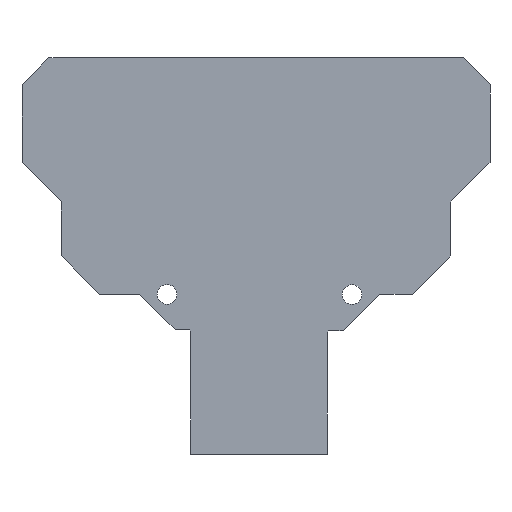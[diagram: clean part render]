
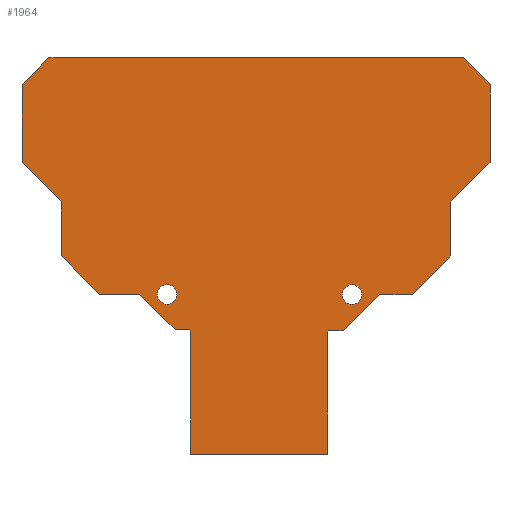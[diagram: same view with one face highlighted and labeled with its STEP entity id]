
A CAD part, front view. The second image highlights one B-rep face of the part: STEP entity #1964.
In plain terms, the highlighted planar face has unit normal (0, -1, 0).
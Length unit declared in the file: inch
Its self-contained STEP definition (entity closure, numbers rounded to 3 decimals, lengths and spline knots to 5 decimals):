
#21=FACE_BOUND('',#167,.T.);
#22=FACE_BOUND('',#168,.T.);
#26=CIRCLE('',#2068,0.06);
#27=CIRCLE('',#2070,0.06);
#66=FACE_OUTER_BOUND('',#166,.T.);
#166=EDGE_LOOP('',(#1482,#1483,#1484,#1485,#1486,#1487,#1488,#1489,#1490,
#1491,#1492,#1493,#1494,#1495,#1496,#1497,#1498,#1499,#1500,#1501,#1502,
#1503));
#167=EDGE_LOOP('',(#1504));
#168=EDGE_LOOP('',(#1505));
#246=LINE('',#2665,#526);
#329=LINE('',#2839,#609);
#331=LINE('',#2842,#611);
#332=LINE('',#2845,#612);
#334=LINE('',#2849,#614);
#336=LINE('',#2853,#616);
#338=LINE('',#2857,#618);
#340=LINE('',#2861,#620);
#342=LINE('',#2865,#622);
#344=LINE('',#2869,#624);
#346=LINE('',#2873,#626);
#348=LINE('',#2877,#628);
#349=LINE('',#2879,#629);
#350=LINE('',#2881,#630);
#351=LINE('',#2883,#631);
#352=LINE('',#2885,#632);
#353=LINE('',#2887,#633);
#354=LINE('',#2889,#634);
#355=LINE('',#2891,#635);
#356=LINE('',#2893,#636);
#357=LINE('',#2895,#637);
#358=LINE('',#2896,#638);
#526=VECTOR('',#2170,0.3937);
#609=VECTOR('',#2309,0.3937);
#611=VECTOR('',#2313,0.3937);
#612=VECTOR('',#2316,0.3937);
#614=VECTOR('',#2320,0.3937);
#616=VECTOR('',#2324,0.3937);
#618=VECTOR('',#2328,0.3937);
#620=VECTOR('',#2332,0.3937);
#622=VECTOR('',#2336,0.3937);
#624=VECTOR('',#2340,0.3937);
#626=VECTOR('',#2344,0.3937);
#628=VECTOR('',#2348,0.3937);
#629=VECTOR('',#2349,0.3937);
#630=VECTOR('',#2350,0.3937);
#631=VECTOR('',#2351,0.3937);
#632=VECTOR('',#2352,0.3937);
#633=VECTOR('',#2353,0.3937);
#634=VECTOR('',#2354,0.3937);
#635=VECTOR('',#2355,0.3937);
#636=VECTOR('',#2356,0.3937);
#637=VECTOR('',#2357,0.3937);
#638=VECTOR('',#2358,0.3937);
#802=VERTEX_POINT('',#2662);
#803=VERTEX_POINT('',#2664);
#863=VERTEX_POINT('',#2828);
#864=VERTEX_POINT('',#2832);
#865=VERTEX_POINT('',#2836);
#866=VERTEX_POINT('',#2838);
#867=VERTEX_POINT('',#2844);
#868=VERTEX_POINT('',#2848);
#869=VERTEX_POINT('',#2852);
#870=VERTEX_POINT('',#2856);
#871=VERTEX_POINT('',#2860);
#872=VERTEX_POINT('',#2864);
#873=VERTEX_POINT('',#2868);
#874=VERTEX_POINT('',#2872);
#875=VERTEX_POINT('',#2876);
#876=VERTEX_POINT('',#2878);
#877=VERTEX_POINT('',#2880);
#878=VERTEX_POINT('',#2882);
#879=VERTEX_POINT('',#2884);
#880=VERTEX_POINT('',#2886);
#881=VERTEX_POINT('',#2888);
#882=VERTEX_POINT('',#2890);
#883=VERTEX_POINT('',#2892);
#884=VERTEX_POINT('',#2894);
#995=EDGE_CURVE('',#803,#802,#246,.T.);
#1078=EDGE_CURVE('',#863,#863,#26,.T.);
#1080=EDGE_CURVE('',#864,#864,#27,.T.);
#1082=EDGE_CURVE('',#866,#865,#329,.T.);
#1084=EDGE_CURVE('',#802,#866,#331,.T.);
#1085=EDGE_CURVE('',#867,#803,#332,.T.);
#1087=EDGE_CURVE('',#868,#867,#334,.T.);
#1089=EDGE_CURVE('',#869,#868,#336,.T.);
#1091=EDGE_CURVE('',#870,#869,#338,.T.);
#1093=EDGE_CURVE('',#871,#870,#340,.T.);
#1095=EDGE_CURVE('',#872,#871,#342,.T.);
#1097=EDGE_CURVE('',#873,#872,#344,.T.);
#1099=EDGE_CURVE('',#874,#873,#346,.T.);
#1101=EDGE_CURVE('',#875,#874,#348,.T.);
#1102=EDGE_CURVE('',#865,#876,#349,.T.);
#1103=EDGE_CURVE('',#876,#877,#350,.T.);
#1104=EDGE_CURVE('',#877,#878,#351,.T.);
#1105=EDGE_CURVE('',#878,#879,#352,.T.);
#1106=EDGE_CURVE('',#879,#880,#353,.T.);
#1107=EDGE_CURVE('',#880,#881,#354,.T.);
#1108=EDGE_CURVE('',#881,#882,#355,.T.);
#1109=EDGE_CURVE('',#882,#883,#356,.T.);
#1110=EDGE_CURVE('',#883,#884,#357,.T.);
#1111=EDGE_CURVE('',#884,#875,#358,.T.);
#1482=ORIENTED_EDGE('',*,*,#1101,.T.);
#1483=ORIENTED_EDGE('',*,*,#1099,.T.);
#1484=ORIENTED_EDGE('',*,*,#1097,.T.);
#1485=ORIENTED_EDGE('',*,*,#1095,.T.);
#1486=ORIENTED_EDGE('',*,*,#1093,.T.);
#1487=ORIENTED_EDGE('',*,*,#1091,.T.);
#1488=ORIENTED_EDGE('',*,*,#1089,.T.);
#1489=ORIENTED_EDGE('',*,*,#1087,.T.);
#1490=ORIENTED_EDGE('',*,*,#1085,.T.);
#1491=ORIENTED_EDGE('',*,*,#995,.T.);
#1492=ORIENTED_EDGE('',*,*,#1084,.T.);
#1493=ORIENTED_EDGE('',*,*,#1082,.T.);
#1494=ORIENTED_EDGE('',*,*,#1102,.T.);
#1495=ORIENTED_EDGE('',*,*,#1103,.T.);
#1496=ORIENTED_EDGE('',*,*,#1104,.T.);
#1497=ORIENTED_EDGE('',*,*,#1105,.T.);
#1498=ORIENTED_EDGE('',*,*,#1106,.T.);
#1499=ORIENTED_EDGE('',*,*,#1107,.T.);
#1500=ORIENTED_EDGE('',*,*,#1108,.T.);
#1501=ORIENTED_EDGE('',*,*,#1109,.T.);
#1502=ORIENTED_EDGE('',*,*,#1110,.T.);
#1503=ORIENTED_EDGE('',*,*,#1111,.T.);
#1504=ORIENTED_EDGE('',*,*,#1078,.T.);
#1505=ORIENTED_EDGE('',*,*,#1080,.T.);
#1866=PLANE('',#2081);
#1964=ADVANCED_FACE('',(#66,#21,#22),#1866,.T.);
#2068=AXIS2_PLACEMENT_3D('',#2830,#2299,#2300);
#2070=AXIS2_PLACEMENT_3D('',#2834,#2304,#2305);
#2081=AXIS2_PLACEMENT_3D('',#2875,#2346,#2347);
#2170=DIRECTION('',(1.,0.,0.));
#2299=DIRECTION('center_axis',(0.,1.,0.));
#2300=DIRECTION('ref_axis',(-1.,0.,0.));
#2304=DIRECTION('center_axis',(0.,1.,0.));
#2305=DIRECTION('ref_axis',(-1.,0.,0.));
#2309=DIRECTION('',(0.564,0.,0.826));
#2313=DIRECTION('',(0.,0.,1.));
#2316=DIRECTION('',(0.,0.,-1.));
#2320=DIRECTION('',(0.562,0.,-0.827));
#2324=DIRECTION('',(1.,0.,0.));
#2328=DIRECTION('',(0.705,0.,-0.709));
#2332=DIRECTION('',(1.,0.,0.));
#2336=DIRECTION('',(0.705,0.,-0.709));
#2340=DIRECTION('',(0.,0.,-1.));
#2344=DIRECTION('',(0.706,0.,-0.708));
#2346=DIRECTION('center_axis',(0.,-1.,0.));
#2347=DIRECTION('ref_axis',(0.,0.,-1.));
#2348=DIRECTION('',(0.,0.,-1.));
#2349=DIRECTION('',(1.,0.,0.));
#2350=DIRECTION('',(0.707,0.,0.707));
#2351=DIRECTION('',(1.,0.,0.));
#2352=DIRECTION('',(0.707,0.,0.707));
#2353=DIRECTION('',(0.,0.,1.));
#2354=DIRECTION('',(0.707,0.,0.707));
#2355=DIRECTION('',(0.,0.,1.));
#2356=DIRECTION('',(-0.703,0.,0.711));
#2357=DIRECTION('',(-1.,0.,0.));
#2358=DIRECTION('',(-0.709,0.,-0.706));
#2662=CARTESIAN_POINT('',(1.70101,-0.11811,-2.42432));
#2664=CARTESIAN_POINT('',(0.86723,-0.11811,-2.42432));
#2665=CARTESIAN_POINT('',(0.86723,-0.11811,-2.42432));
#2828=CARTESIAN_POINT('',(1.91289,-0.11811,-1.44801));
#2830=CARTESIAN_POINT('Origin',(1.85289,-0.11811,-1.44801));
#2832=CARTESIAN_POINT('',(0.78217,-0.11811,-1.44697));
#2834=CARTESIAN_POINT('Origin',(0.72217,-0.11811,-1.44697));
#2836=CARTESIAN_POINT('',(1.70769,-0.11811,-1.67028));
#2838=CARTESIAN_POINT('',(1.70101,-0.11811,-1.68005));
#2839=CARTESIAN_POINT('',(1.70769,-0.11811,-1.67028));
#2842=CARTESIAN_POINT('',(1.70101,-0.11811,-2.42432));
#2844=CARTESIAN_POINT('',(0.86723,-0.11811,-1.6732));
#2845=CARTESIAN_POINT('',(0.86723,-0.11811,-1.6732));
#2848=CARTESIAN_POINT('',(0.86139,-0.11811,-1.6646));
#2849=CARTESIAN_POINT('',(0.86139,-0.11811,-1.6646));
#2852=CARTESIAN_POINT('',(0.77073,-0.11811,-1.6646));
#2853=CARTESIAN_POINT('',(0.77073,-0.11811,-1.6646));
#2856=CARTESIAN_POINT('',(0.55431,-0.11811,-1.44692));
#2857=CARTESIAN_POINT('',(0.55431,-0.11811,-1.44692));
#2860=CARTESIAN_POINT('',(0.30951,-0.11811,-1.44692));
#2861=CARTESIAN_POINT('',(0.30951,-0.11811,-1.44692));
#2864=CARTESIAN_POINT('',(0.07512,-0.11811,-1.21117));
#2865=CARTESIAN_POINT('',(0.07512,-0.11811,-1.21117));
#2868=CARTESIAN_POINT('',(0.07512,-0.11811,-0.88105));
#2869=CARTESIAN_POINT('',(0.07512,-0.11811,-0.88105));
#2872=CARTESIAN_POINT('',(-0.16509,-0.11811,-0.64042));
#2873=CARTESIAN_POINT('',(-0.16509,-0.11811,-0.64042));
#2875=CARTESIAN_POINT('Origin',(1.26573,-0.11811,-1.21216));
#2876=CARTESIAN_POINT('',(-0.16509,-0.11811,-0.16442));
#2877=CARTESIAN_POINT('',(-0.16509,-0.11811,-0.16442));
#2878=CARTESIAN_POINT('',(1.79897,-0.11811,-1.67028));
#2879=CARTESIAN_POINT('',(1.79897,-0.11811,-1.67028));
#2880=CARTESIAN_POINT('',(2.02225,-0.11811,-1.44691));
#2881=CARTESIAN_POINT('',(2.02225,-0.11811,-1.44691));
#2882=CARTESIAN_POINT('',(2.22162,-0.11811,-1.44691));
#2883=CARTESIAN_POINT('',(2.22162,-0.11811,-1.44691));
#2884=CARTESIAN_POINT('',(2.45633,-0.11811,-1.2121));
#2885=CARTESIAN_POINT('',(2.45633,-0.11811,-1.2121));
#2886=CARTESIAN_POINT('',(2.45633,-0.11811,-0.88198));
#2887=CARTESIAN_POINT('',(2.45633,-0.11811,-0.88198));
#2888=CARTESIAN_POINT('',(2.69654,-0.11811,-0.64203));
#2889=CARTESIAN_POINT('',(2.69654,-0.11811,-0.64203));
#2890=CARTESIAN_POINT('',(2.69654,-0.11811,-0.16603));
#2891=CARTESIAN_POINT('',(2.69654,-0.11811,-0.16603));
#2892=CARTESIAN_POINT('',(2.5324,-0.11811,0.));
#2893=CARTESIAN_POINT('',(2.5324,-0.11811,0.));
#2894=CARTESIAN_POINT('',(0.,-0.11811,0.));
#2895=CARTESIAN_POINT('',(0.,-0.11811,0.));
#2896=CARTESIAN_POINT('',(-0.16509,-0.11811,-0.16442));
